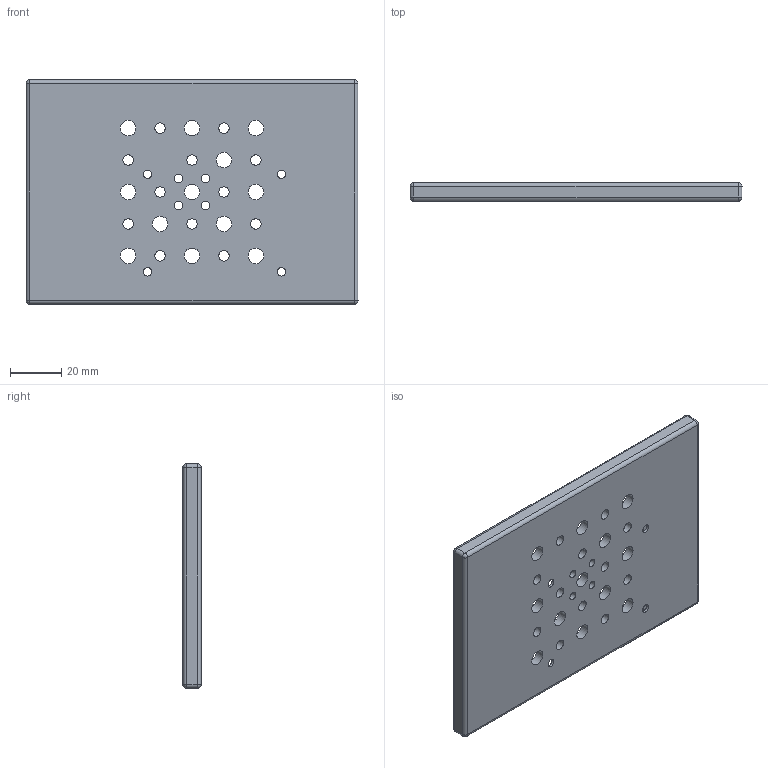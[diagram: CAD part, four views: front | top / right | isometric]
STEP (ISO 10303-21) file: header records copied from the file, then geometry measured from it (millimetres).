
FILE_DESCRIPTION(/* description */ (''),/* implementation_level */ '2;1');
FILE_NAME(/* name */ 'Optics Adapter Prototype #1 (RB13P1M & Optics).step',/* time_stamp */ '2024-06-17T18:33:15-04:00',/* author */ (''),/* organization */ (''),/* preprocessor_version */ 'ST-DEVELOPER v20',/* originating_system */ 'Autodesk Translation Framework v12.20.1.177',/* authorisation */ '');
FILE_SCHEMA (('AUTOMOTIVE_DESIGN { 1 0 10303 214 3 1 1 }'));
Length unit declared in the file: millimetre
Products named in the file (2): #2557; Component1
Assembly tree (1 placements, depth 2):
  #2557
    Component1
Bounding box: 130 x 7.1 x 87.9 mm (x, y, z)
Volume: 58530 mm3; surface area: 27978.2 mm2
Topology: 1 solids, 1 shells, 79 faces, 197 edges, 122 vertices
Faces by surface type: cylinder 49, plane 22, sphere 8
Full cylindrical faces by diameter (mm): 3.2 x4, 3.3 x4, 4.1 x12, 6.1 x12, 10 x4
Entity records: 2564 total; most frequent: DIRECTION 463, CARTESIAN_POINT 402, ORIENTED_EDGE 394, EDGE_CURVE 197, AXIS2_PLACEMENT_3D 183, EDGE_LOOP 145, VERTEX_POINT 122, CIRCLE 100
